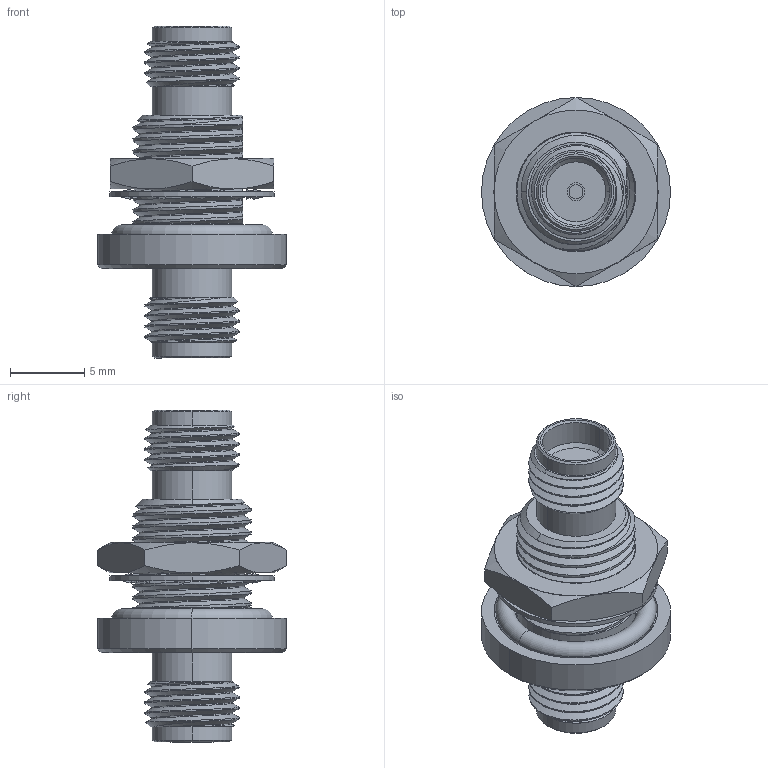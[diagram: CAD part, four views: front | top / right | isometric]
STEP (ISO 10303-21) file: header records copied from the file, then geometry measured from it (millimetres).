
FILE_DESCRIPTION (( 'STEP AP203' ), '1' );
FILE_NAME ('PE91393.step', '2019-09-16T13:06:09', ( '' ), ( '' ), 'SwSTEP 2.0', 'SolidWorks 2018', '' );
FILE_SCHEMA (( 'CONFIG_CONTROL_DESIGN' ));
Length unit declared in the file: inch
Products named in the file (1): PE91393
Bounding box: 12.7 x 12.7 x 22.3 mm (x, y, z)
Volume: 1000.2 mm3; surface area: 1437.4 mm2
Topology: 3 solids, 4 shells, 248 faces, 691 edges, 459 vertices
Faces by surface type: cylinder 83, bspline 80, cone 46, plane 35, torus 4
Entity records: 22427 total; most frequent: CARTESIAN_POINT 16885, ORIENTED_EDGE 1382, DIRECTION 842, EDGE_CURVE 691, VERTEX_POINT 459, AXIS2_PLACEMENT_3D 340, EDGE_LOOP 266, B_SPLINE_CURVE_WITH_KNOTS 256
